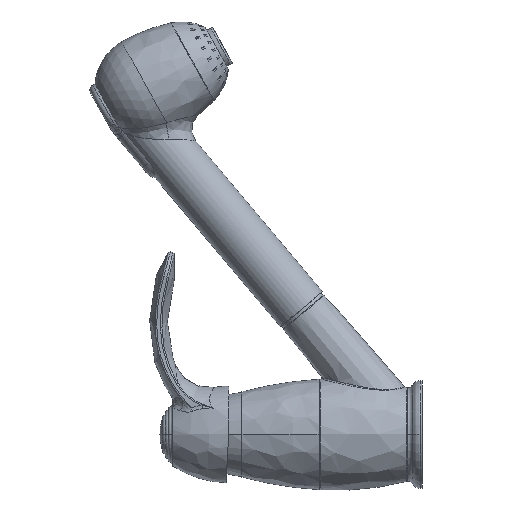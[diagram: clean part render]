
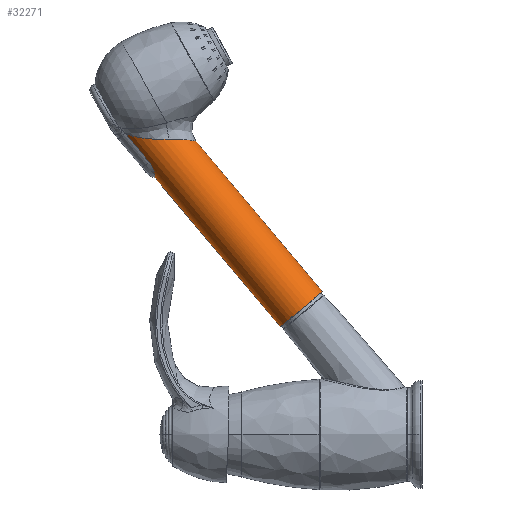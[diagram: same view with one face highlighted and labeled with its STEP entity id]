
A CAD part, left-side view. The second image highlights one B-rep face of the part: STEP entity #32271.
In plain terms, the highlighted cylindrical face has radius 14.75 mm (diameter 29.5 mm), a partial arc.
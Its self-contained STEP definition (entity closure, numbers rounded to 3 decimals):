
#632=DIRECTION('',(0.,0.643,0.765));
#633=VECTOR('',#632,104.622);
#634=CARTESIAN_POINT('',(0.,76.358,
58.04));
#635=LINE('',#634,#633);
#641=DIRECTION('',(0.,0.643,0.765));
#642=VECTOR('',#641,105.687);
#643=CARTESIAN_POINT('',(0.,53.776,
77.022));
#644=LINE('',#643,#642);
#731=CARTESIAN_POINT('',(-9.,146.848,146.658));
#732=CARTESIAN_POINT('',(-9.,146.742,146.532));
#733=CARTESIAN_POINT('',(-8.991,146.535,146.275));
#734=CARTESIAN_POINT('',(-8.952,146.243,145.881));
#735=CARTESIAN_POINT('',(-8.886,145.971,145.479));
#736=CARTESIAN_POINT('',(-8.793,145.716,145.068));
#737=CARTESIAN_POINT('',(-8.673,145.478,144.647));
#738=CARTESIAN_POINT('',(-8.523,145.257,144.217));
#739=CARTESIAN_POINT('',(-8.343,145.052,143.778));
#740=CARTESIAN_POINT('',(-8.129,144.863,143.329));
#741=CARTESIAN_POINT('',(-7.883,144.69,142.875));
#742=CARTESIAN_POINT('',(-7.602,144.534,142.42));
#743=CARTESIAN_POINT('',(-7.286,144.394,141.966));
#744=CARTESIAN_POINT('',(-6.936,144.27,141.519));
#745=CARTESIAN_POINT('',(-6.557,144.163,141.087));
#746=CARTESIAN_POINT('',(-6.15,144.07,140.676));
#747=CARTESIAN_POINT('',(-5.716,143.991,140.284));
#748=CARTESIAN_POINT('',(-5.255,143.924,139.917));
#749=CARTESIAN_POINT('',(-4.768,143.867,139.575));
#750=CARTESIAN_POINT('',(-4.26,143.819,139.265));
#751=CARTESIAN_POINT('',(-3.75,143.782,138.997));
#752=CARTESIAN_POINT('',(-3.258,143.753,138.776));
#753=CARTESIAN_POINT('',(-2.791,143.731,138.598));
#754=CARTESIAN_POINT('',(-2.335,143.714,138.454));
#755=CARTESIAN_POINT('',(-1.884,143.701,138.336));
#756=CARTESIAN_POINT('',(-1.422,143.69,138.243));
#757=CARTESIAN_POINT('',(-0.949,143.684,138.176));
#758=CARTESIAN_POINT('',(-0.473,143.68,138.135));
#759=CARTESIAN_POINT('',(-0.157,143.678,138.126));
#760=CARTESIAN_POINT('',(0.,143.678,138.126));
#762=DIRECTION('',(0.,-0.643,-0.765));
#763=VECTOR('',#762,20.134);
#764=CARTESIAN_POINT('',(-9.,159.804,162.071));
#765=LINE('',#764,#763);
#766=CARTESIAN_POINT('',(-14.05,136.113,159.024));
#767=CARTESIAN_POINT('',(-14.139,136.46,159.007));
#768=CARTESIAN_POINT('',(-14.3,137.165,158.976));
#769=CARTESIAN_POINT('',(-14.492,138.26,158.941));
#770=CARTESIAN_POINT('',(-14.635,139.388,158.917));
#771=CARTESIAN_POINT('',(-14.724,140.549,158.908));
#772=CARTESIAN_POINT('',(-14.759,141.741,158.916));
#773=CARTESIAN_POINT('',(-14.738,142.962,158.942));
#774=CARTESIAN_POINT('',(-14.658,144.209,158.99));
#775=CARTESIAN_POINT('',(-14.519,145.48,159.061));
#776=CARTESIAN_POINT('',(-14.319,146.769,159.157));
#777=CARTESIAN_POINT('',(-14.057,148.074,159.282));
#778=CARTESIAN_POINT('',(-13.734,149.389,159.438));
#779=CARTESIAN_POINT('',(-13.349,150.712,159.626));
#780=CARTESIAN_POINT('',(-12.903,152.038,159.851));
#781=CARTESIAN_POINT('',(-12.395,153.362,160.112));
#782=CARTESIAN_POINT('',(-11.829,154.681,160.414));
#783=CARTESIAN_POINT('',(-11.204,155.989,160.759));
#784=CARTESIAN_POINT('',(-10.524,157.283,161.147));
#785=CARTESIAN_POINT('',(-9.791,158.558,161.581));
#786=CARTESIAN_POINT('',(-9.269,159.391,161.902));
#787=CARTESIAN_POINT('',(-9.,159.804,162.071));
#789=CARTESIAN_POINT('',(0.,121.782,157.923));
#790=CARTESIAN_POINT('',(-0.199,121.782,157.923));
#791=CARTESIAN_POINT('',(-0.6,121.794,157.925));
#792=CARTESIAN_POINT('',(-1.205,121.85,157.934));
#793=CARTESIAN_POINT('',(-1.817,121.945,157.949));
#794=CARTESIAN_POINT('',(-2.435,122.08,157.971));
#795=CARTESIAN_POINT('',(-3.058,122.258,157.999));
#796=CARTESIAN_POINT('',(-3.687,122.48,158.034));
#797=CARTESIAN_POINT('',(-4.321,122.749,158.075));
#798=CARTESIAN_POINT('',(-4.96,123.066,158.124));
#799=CARTESIAN_POINT('',(-5.606,123.435,158.179));
#800=CARTESIAN_POINT('',(-6.258,123.861,158.241));
#801=CARTESIAN_POINT('',(-6.915,124.346,158.31));
#802=CARTESIAN_POINT('',(-7.576,124.896,158.385));
#803=CARTESIAN_POINT('',(-8.238,125.512,158.466));
#804=CARTESIAN_POINT('',(-8.899,126.199,158.551));
#805=CARTESIAN_POINT('',(-9.554,126.958,158.639));
#806=CARTESIAN_POINT('',(-10.198,127.79,158.728));
#807=CARTESIAN_POINT('',(-10.824,128.693,158.815));
#808=CARTESIAN_POINT('',(-11.423,129.659,158.896));
#809=CARTESIAN_POINT('',(-11.989,130.682,158.968));
#810=CARTESIAN_POINT('',(-12.512,131.748,159.024));
#811=CARTESIAN_POINT('',(-12.986,132.842,159.062));
#812=CARTESIAN_POINT('',(-13.403,133.947,159.078));
#813=CARTESIAN_POINT('',(-13.763,135.047,159.067));
#814=CARTESIAN_POINT('',(-13.961,135.761,159.042));
#815=CARTESIAN_POINT('',(-14.05,136.113,159.024));
#817=CARTESIAN_POINT('',(0.,65.067,
67.531));
#818=DIRECTION('',(0.,0.643,0.765));
#819=DIRECTION('',(0.,0.765,-0.643));
#820=AXIS2_PLACEMENT_3D('',#817,#818,#819);
#29859=CARTESIAN_POINT('',(0.,76.358,
58.04));
#29860=CARTESIAN_POINT('',(0.,53.776,
77.022));
#29861=VERTEX_POINT('',#29859);
#29862=VERTEX_POINT('',#29860);
#29865=VERTEX_POINT('',#789);
#29866=VERTEX_POINT('',#815);
#29879=CARTESIAN_POINT('',(0.,143.678,
138.126));
#29880=VERTEX_POINT('',#29879);
#29893=VERTEX_POINT('',#731);
#29895=CARTESIAN_POINT('',(-9.,159.804,
162.071));
#29896=VERTEX_POINT('',#29895);
#32253=CARTESIAN_POINT('',(0.,47.506,
46.64));
#32254=DIRECTION('',(0.,0.643,0.765));
#32255=DIRECTION('',(0.,0.765,-0.643));
#32256=AXIS2_PLACEMENT_3D('',#32253,#32254,#32255);
#32257=CYLINDRICAL_SURFACE('',#32256,14.75);
#32258=ORIENTED_EDGE('',*,*,#32230,.T.);
#32260=ORIENTED_EDGE('',*,*,#32259,.F.);
#32262=ORIENTED_EDGE('',*,*,#32261,.F.);
#32264=ORIENTED_EDGE('',*,*,#32263,.F.);
#32266=ORIENTED_EDGE('',*,*,#32265,.F.);
#32267=ORIENTED_EDGE('',*,*,#32233,.F.);
#32268=ORIENTED_EDGE('',*,*,#32193,.F.);
#32269=EDGE_LOOP('',(#32258,#32260,#32262,#32264,#32266,#32267,#32268));
#32270=FACE_OUTER_BOUND('',#32269,.F.);
#32271=ADVANCED_FACE('',(#32270),#32257,.T.);
#761=B_SPLINE_CURVE_WITH_KNOTS('',3,(#731,#732,#733,#734,#735,#736,#737,#738,
#739,#740,#741,#742,#743,#744,#745,#746,#747,#748,#749,#750,#751,#752,#753,#754,
#755,#756,#757,#758,#759,#760),.UNSPECIFIED.,.F.,.F.,(4,1,1,1,1,1,1,1,1,1,1,1,1,
1,1,1,1,1,1,1,1,1,1,1,1,1,1,4),(0.,0.037,0.074,
0.111,0.148,0.185,0.222,
0.259,0.296,0.333,0.37,
0.407,0.444,0.481,0.519,
0.556,0.593,0.63,0.667,
0.704,0.741,0.778,0.815,
0.852,0.889,0.926,0.963,1.),
.UNSPECIFIED.);
#788=B_SPLINE_CURVE_WITH_KNOTS('',3,(#766,#767,#768,#769,#770,#771,#772,#773,
#774,#775,#776,#777,#778,#779,#780,#781,#782,#783,#784,#785,#786,#787),
.UNSPECIFIED.,.F.,.F.,(4,1,1,1,1,1,1,1,1,1,1,1,1,1,1,1,1,1,1,4),(0.,
0.053,0.105,0.158,0.211,
0.263,0.316,0.368,0.421,
0.474,0.526,0.579,0.632,
0.684,0.737,0.789,0.842,
0.895,0.947,1.),.UNSPECIFIED.);
#816=B_SPLINE_CURVE_WITH_KNOTS('',3,(#789,#790,#791,#792,#793,#794,#795,#796,
#797,#798,#799,#800,#801,#802,#803,#804,#805,#806,#807,#808,#809,#810,#811,#812,
#813,#814,#815),.UNSPECIFIED.,.F.,.F.,(4,1,1,1,1,1,1,1,1,1,1,1,1,1,1,1,1,1,1,1,
1,1,1,1,4),(0.,0.042,0.083,0.125,0.167,
0.208,0.25,0.292,0.333,0.375,
0.417,0.458,0.5,0.542,0.583,
0.625,0.667,0.708,0.75,0.792,
0.833,0.875,0.917,0.958,1.),
.UNSPECIFIED.);
#821=CIRCLE('',#820,14.75);
#32193=EDGE_CURVE('',#29861,#29862,#821,.T.);
#32230=EDGE_CURVE('',#29861,#29880,#635,.T.);
#32233=EDGE_CURVE('',#29862,#29865,#644,.T.);
#32259=EDGE_CURVE('',#29893,#29880,#761,.T.);
#32261=EDGE_CURVE('',#29896,#29893,#765,.T.);
#32263=EDGE_CURVE('',#29866,#29896,#788,.T.);
#32265=EDGE_CURVE('',#29865,#29866,#816,.T.);
